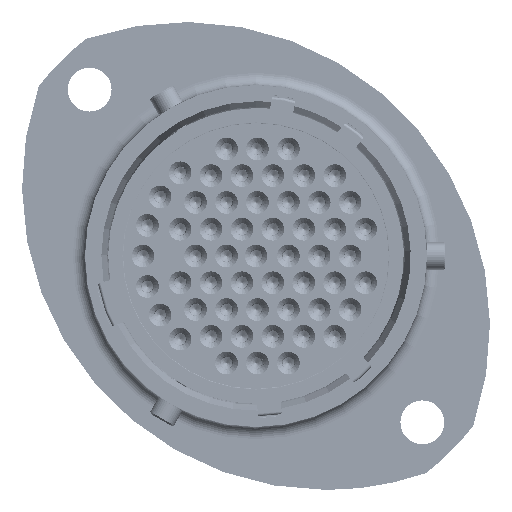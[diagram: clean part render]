
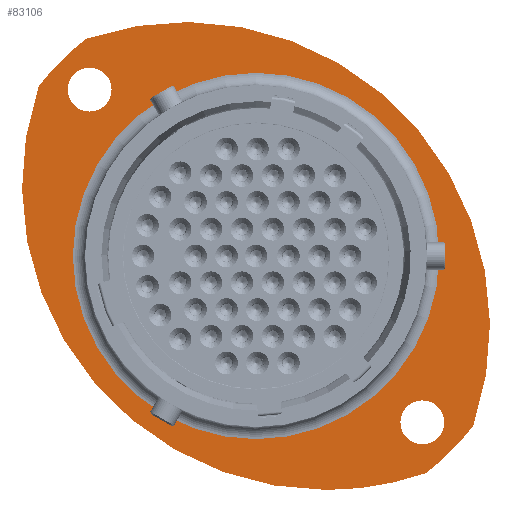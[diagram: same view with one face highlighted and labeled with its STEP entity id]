
A CAD part, left-side view. The second image highlights one B-rep face of the part: STEP entity #83106.
In plain terms, the highlighted planar face has unit normal (-1, 0, 0).
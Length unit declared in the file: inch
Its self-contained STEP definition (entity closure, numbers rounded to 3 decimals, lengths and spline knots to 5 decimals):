
#1273 = DIRECTION ( 'NONE',  ( -1., 0., 0. ) ) ;
#2782 = DIRECTION ( 'NONE',  ( 0., 0., 1. ) ) ;
#9165 = CIRCLE ( 'NONE', #65499, 0.80315 ) ;
#10456 = EDGE_CURVE ( 'NONE', #29329, #293779, #105566, .T. ) ;
#10497 = AXIS2_PLACEMENT_3D ( 'NONE', #153190, #1273, #178577 ) ;
#12204 = CARTESIAN_POINT ( 'NONE',  ( 0.62913, 0.49783, 0. ) ) ;
#12792 = CARTESIAN_POINT ( 'NONE',  ( 0.62913, 0., 0. ) ) ;
#13094 = DIRECTION ( 'NONE',  ( 0., 0., -1. ) ) ;
#13499 = CIRCLE ( 'NONE', #298294, 0.06398 ) ;
#17847 = CIRCLE ( 'NONE', #211722, 0.06398 ) ;
#21817 = DIRECTION ( 'NONE',  ( -1., 0., 0. ) ) ;
#29329 = VERTEX_POINT ( 'NONE', #226292 ) ;
#29710 = ORIENTED_EDGE ( 'NONE', *, *, #249597, .T. ) ;
#31961 = AXIS2_PLACEMENT_3D ( 'NONE', #219397, #67562, #244938 ) ;
#32506 = AXIS2_PLACEMENT_3D ( 'NONE', #277197, #125188, #302746 ) ;
#35590 = VERTEX_POINT ( 'NONE', #60988 ) ;
#36642 = PLANE ( 'NONE',  #125497 ) ;
#37572 = VERTEX_POINT ( 'NONE', #120329 ) ;
#37719 = DIRECTION ( 'NONE',  ( 0., 0., -1. ) ) ;
#38258 = DIRECTION ( 'NONE',  ( 0., 0., 1. ) ) ;
#38428 = VERTEX_POINT ( 'NONE', #185011 ) ;
#53547 = ORIENTED_EDGE ( 'NONE', *, *, #136235, .T. ) ;
#53629 = EDGE_CURVE ( 'NONE', #38428, #35590, #278344, .T. ) ;
#54844 = CARTESIAN_POINT ( 'NONE',  ( 0.62913, 0., 0. ) ) ;
#55197 = CARTESIAN_POINT ( 'NONE',  ( 0.62913, 0., -0.53327 ) ) ;
#60988 = CARTESIAN_POINT ( 'NONE',  ( 0.62913, 0.4844, 0.54837 ) ) ;
#62382 = EDGE_CURVE ( 'NONE', #128620, #236082, #289166, .T. ) ;
#65499 = AXIS2_PLACEMENT_3D ( 'NONE', #12792, #190103, #38258 ) ;
#67562 = DIRECTION ( 'NONE',  ( -1., 0., 0. ) ) ;
#72318 = CARTESIAN_POINT ( 'NONE',  ( 0.62913, -0.4844, -0.4844 ) ) ;
#73909 = CIRCLE ( 'NONE', #32506, 0.88583 ) ;
#75805 = ORIENTED_EDGE ( 'NONE', *, *, #62382, .T. ) ;
#80315 = DIRECTION ( 'NONE',  ( 0., 0., -1. ) ) ;
#83106 = ADVANCED_FACE ( 'NONE', ( #282045, #154946, #87535, #147009 ), #36642, .F. ) ;
#87535 = FACE_BOUND ( 'NONE', #265317, .T. ) ;
#90887 = CARTESIAN_POINT ( 'NONE',  ( 0.62913, 0.4844, 0.4844 ) ) ;
#97871 = DIRECTION ( 'NONE',  ( 0., 0., -1. ) ) ;
#98690 = AXIS2_PLACEMENT_3D ( 'NONE', #306751, #154631, #2782 ) ;
#105566 = CIRCLE ( 'NONE', #10497, 0.06398 ) ;
#108081 = EDGE_CURVE ( 'NONE', #227391, #128620, #9165, .T. ) ;
#116373 = DIRECTION ( 'NONE',  ( 0., 0., -1. ) ) ;
#120329 = CARTESIAN_POINT ( 'NONE',  ( 0.62913, 0.63209, 0.49549 ) ) ;
#124356 = EDGE_CURVE ( 'NONE', #35590, #38428, #17847, .T. ) ;
#125188 = DIRECTION ( 'NONE',  ( -1., 0., 0. ) ) ;
#125497 = AXIS2_PLACEMENT_3D ( 'NONE', #12204, #189499, #37719 ) ;
#127426 = DIRECTION ( 'NONE',  ( 1., 0., 0. ) ) ;
#127737 = CARTESIAN_POINT ( 'NONE',  ( 0.62913, -0.49549, -0.63209 ) ) ;
#128620 = VERTEX_POINT ( 'NONE', #249351 ) ;
#136203 = EDGE_CURVE ( 'NONE', #236082, #37572, #142153, .T. ) ;
#136235 = EDGE_CURVE ( 'NONE', #218641, #230618, #304931, .T. ) ;
#140643 = EDGE_LOOP ( 'NONE', ( #29710, #267235, #231213, #75805, #217766 ) ) ;
#142153 = CIRCLE ( 'NONE', #98690, 0.80315 ) ;
#147009 = FACE_OUTER_BOUND ( 'NONE', #140643, .T. ) ;
#153190 = CARTESIAN_POINT ( 'NONE',  ( 0.62913, -0.4844, -0.4844 ) ) ;
#153482 = CARTESIAN_POINT ( 'NONE',  ( 0.62913, -0.20462, -0.68121 ) ) ;
#153906 = CARTESIAN_POINT ( 'NONE',  ( 0.62913, -0.4844, -0.54837 ) ) ;
#154631 = DIRECTION ( 'NONE',  ( -1., 0., 0. ) ) ;
#154946 = FACE_BOUND ( 'NONE', #234985, .T. ) ;
#157094 = AXIS2_PLACEMENT_3D ( 'NONE', #90887, #268362, #116373 ) ;
#160734 = EDGE_CURVE ( 'NONE', #293779, #29329, #13499, .T. ) ;
#162911 = AXIS2_PLACEMENT_3D ( 'NONE', #316985, #164850, #13094 ) ;
#164850 = DIRECTION ( 'NONE',  ( -1., 0., 0. ) ) ;
#173592 = CARTESIAN_POINT ( 'NONE',  ( 0.62913, 0.4844, 0.4844 ) ) ;
#178577 = DIRECTION ( 'NONE',  ( 0., 0., -1. ) ) ;
#185011 = CARTESIAN_POINT ( 'NONE',  ( 0.62913, 0.4844, 0.42042 ) ) ;
#186067 = EDGE_CURVE ( 'NONE', #230618, #218641, #302665, .T. ) ;
#189499 = DIRECTION ( 'NONE',  ( 1., 0., 0. ) ) ;
#190103 = DIRECTION ( 'NONE',  ( -1., 0., 0. ) ) ;
#199098 = DIRECTION ( 'NONE',  ( 0., 0., -1. ) ) ;
#203946 = ORIENTED_EDGE ( 'NONE', *, *, #10456, .F. ) ;
#206782 = ORIENTED_EDGE ( 'NONE', *, *, #186067, .T. ) ;
#211722 = AXIS2_PLACEMENT_3D ( 'NONE', #173592, #21817, #199098 ) ;
#217632 = AXIS2_PLACEMENT_3D ( 'NONE', #54844, #232266, #80315 ) ;
#217766 = ORIENTED_EDGE ( 'NONE', *, *, #136203, .T. ) ;
#218641 = VERTEX_POINT ( 'NONE', #55197 ) ;
#219397 = CARTESIAN_POINT ( 'NONE',  ( 0.62913, 0.20462, -0.20462 ) ) ;
#221964 = ORIENTED_EDGE ( 'NONE', *, *, #53629, .F. ) ;
#226292 = CARTESIAN_POINT ( 'NONE',  ( 0.62913, -0.4844, -0.42042 ) ) ;
#227391 = VERTEX_POINT ( 'NONE', #127737 ) ;
#230618 = VERTEX_POINT ( 'NONE', #308122 ) ;
#231213 = ORIENTED_EDGE ( 'NONE', *, *, #108081, .T. ) ;
#232266 = DIRECTION ( 'NONE',  ( 1., 0., 0. ) ) ;
#234985 = EDGE_LOOP ( 'NONE', ( #53547, #206782 ) ) ;
#236082 = VERTEX_POINT ( 'NONE', #289600 ) ;
#237932 = ORIENTED_EDGE ( 'NONE', *, *, #124356, .F. ) ;
#244938 = DIRECTION ( 'NONE',  ( 0., 0., -1. ) ) ;
#249351 = CARTESIAN_POINT ( 'NONE',  ( 0.62913, -0.63209, -0.49549 ) ) ;
#249597 = EDGE_CURVE ( 'NONE', #37572, #301578, #325092, .T. ) ;
#249775 = DIRECTION ( 'NONE',  ( -1., 0., 0. ) ) ;
#265317 = EDGE_LOOP ( 'NONE', ( #221964, #237932 ) ) ;
#267235 = ORIENTED_EDGE ( 'NONE', *, *, #269158, .T. ) ;
#268362 = DIRECTION ( 'NONE',  ( -1., 0., 0. ) ) ;
#269158 = EDGE_CURVE ( 'NONE', #301578, #227391, #73909, .T. ) ;
#277197 = CARTESIAN_POINT ( 'NONE',  ( 0.62913, -0.20462, 0.20462 ) ) ;
#278344 = CIRCLE ( 'NONE', #157094, 0.06398 ) ;
#279438 = CARTESIAN_POINT ( 'NONE',  ( 0.62913, 0., 0. ) ) ;
#280706 = ORIENTED_EDGE ( 'NONE', *, *, #160734, .F. ) ;
#282045 = FACE_BOUND ( 'NONE', #297191, .T. ) ;
#289166 = CIRCLE ( 'NONE', #31961, 0.88583 ) ;
#289600 = CARTESIAN_POINT ( 'NONE',  ( 0.62913, 0.49549, 0.63209 ) ) ;
#293779 = VERTEX_POINT ( 'NONE', #153906 ) ;
#295409 = AXIS2_PLACEMENT_3D ( 'NONE', #279438, #127426, #304964 ) ;
#297191 = EDGE_LOOP ( 'NONE', ( #280706, #203946 ) ) ;
#298294 = AXIS2_PLACEMENT_3D ( 'NONE', #72318, #249775, #97871 ) ;
#301578 = VERTEX_POINT ( 'NONE', #153482 ) ;
#302665 = CIRCLE ( 'NONE', #295409, 0.53327 ) ;
#302746 = DIRECTION ( 'NONE',  ( 0., 0., -1. ) ) ;
#304931 = CIRCLE ( 'NONE', #217632, 0.53327 ) ;
#304964 = DIRECTION ( 'NONE',  ( 0., 0., -1. ) ) ;
#306751 = CARTESIAN_POINT ( 'NONE',  ( 0.62913, 0., 0. ) ) ;
#308122 = CARTESIAN_POINT ( 'NONE',  ( 0.62913, 0., 0.53327 ) ) ;
#316985 = CARTESIAN_POINT ( 'NONE',  ( 0.62913, -0.20462, 0.20462 ) ) ;
#325092 = CIRCLE ( 'NONE', #162911, 0.88583 ) ;
